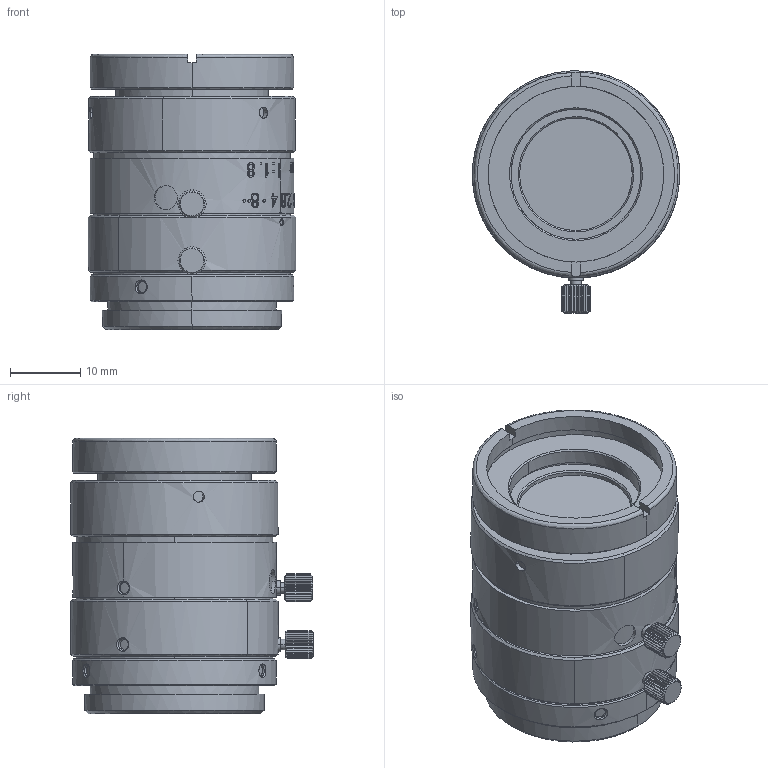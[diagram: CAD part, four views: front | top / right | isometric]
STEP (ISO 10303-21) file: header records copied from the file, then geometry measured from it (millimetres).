
FILE_DESCRIPTION (( 'STEP AP203' ), '1' );
FILE_NAME ('601000.STEP', '2020-12-30T16:26:08', ( '' ), ( '' ), 'SwSTEP 2.0', 'SolidWorks 2019', '' );
FILE_SCHEMA (( 'CONFIG_CONTROL_DESIGN' ));
Products named in the file (1): 601000
Bounding box: 29.5 x 34.5 x 39.21 mm (x, y, z)
Volume: 20616.6 mm3; surface area: 7503.7 mm2
Topology: 2 solids, 2 shells, 605 faces, 1563 edges, 1028 vertices
Faces by surface type: bspline 605
Entity records: 41990 total; most frequent: CARTESIAN_POINT 32583, ORIENTED_EDGE 3126, EDGE_CURVE 1563, B_SPLINE_CURVE_WITH_KNOTS 1295, VERTEX_POINT 1028, EDGE_LOOP 673, FACE_OUTER_BOUND 605, ADVANCED_FACE 605
